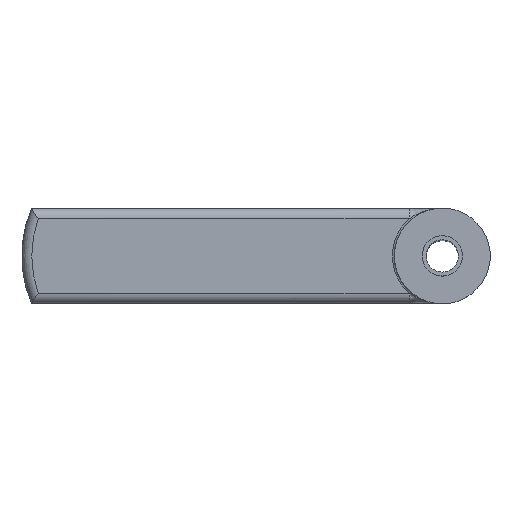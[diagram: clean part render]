
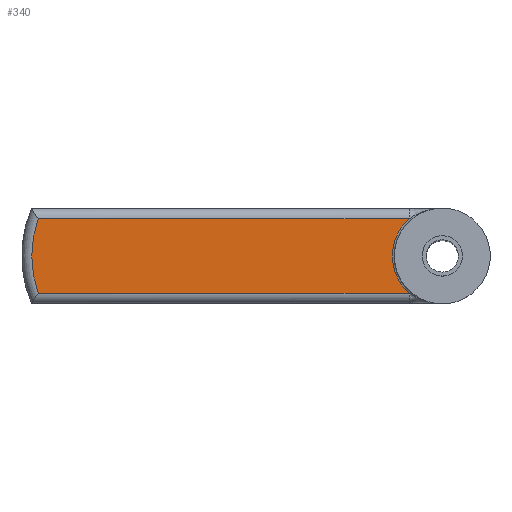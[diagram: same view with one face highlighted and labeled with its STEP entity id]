
A CAD part, top view. The second image highlights one B-rep face of the part: STEP entity #340.
In plain terms, the highlighted planar face has unit normal (0, 0, 1).
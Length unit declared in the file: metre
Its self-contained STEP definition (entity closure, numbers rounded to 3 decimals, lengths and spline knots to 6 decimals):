
#27=CIRCLE('',#377,0.010793);
#28=CIRCLE('',#378,0.00495);
#57=LINE('',#558,#77);
#58=LINE('',#562,#78);
#77=VECTOR('',#434,1.);
#78=VECTOR('',#437,1.);
#98=ORIENTED_EDGE('',*,*,#194,.T.);
#99=ORIENTED_EDGE('',*,*,#195,.T.);
#100=ORIENTED_EDGE('',*,*,#196,.T.);
#101=ORIENTED_EDGE('',*,*,#197,.T.);
#194=EDGE_CURVE('',#242,#243,#27,.T.);
#195=EDGE_CURVE('',#243,#244,#57,.T.);
#196=EDGE_CURVE('',#244,#245,#28,.F.);
#197=EDGE_CURVE('',#245,#242,#58,.F.);
#242=VERTEX_POINT('',#556);
#243=VERTEX_POINT('',#557);
#244=VERTEX_POINT('',#559);
#245=VERTEX_POINT('',#561);
#272=EDGE_LOOP('',(#98,#99,#100,#101));
#302=FACE_BOUND('',#272,.T.);
#332=PLANE('',#376);
#340=ADVANCED_FACE('',(#302),#332,.T.);
#376=AXIS2_PLACEMENT_3D('',#554,#430,#431);
#377=AXIS2_PLACEMENT_3D('',#555,#432,#433);
#378=AXIS2_PLACEMENT_3D('',#560,#435,#436);
#430=DIRECTION('',(0.,0.,1.));
#431=DIRECTION('',(1.,0.,0.));
#432=DIRECTION('',(0.,0.,1.));
#433=DIRECTION('',(1.,0.,0.));
#434=DIRECTION('',(1.,0.,0.));
#435=DIRECTION('',(0.,0.,1.));
#436=DIRECTION('',(1.,0.,0.));
#437=DIRECTION('',(1.,0.,0.));
#554=CARTESIAN_POINT('',(0.02325,0.0047,0.0015));
#555=CARTESIAN_POINT('',(0.011816,0.0047,0.0015));
#556=CARTESIAN_POINT('',(0.001677,0.0084,0.0015));
#557=CARTESIAN_POINT('',(0.001677,0.001,0.0015));
#558=CARTESIAN_POINT('',(0.040197,0.001,0.0015));
#559=CARTESIAN_POINT('',(0.038462,0.001,0.0015));
#560=CARTESIAN_POINT('',(0.04175,0.0047,0.0015));
#561=CARTESIAN_POINT('',(0.038462,0.0084,0.0015));
#562=CARTESIAN_POINT('',(0.02325,0.0084,0.0015));
